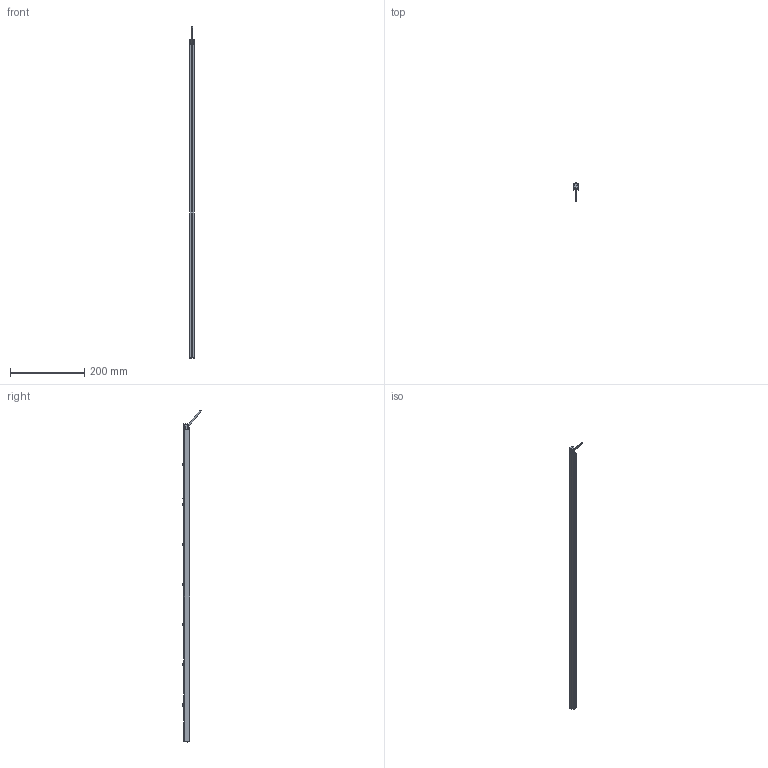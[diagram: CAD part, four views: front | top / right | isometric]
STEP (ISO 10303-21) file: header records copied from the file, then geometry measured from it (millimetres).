
FILE_DESCRIPTION((''),'2;1');
FILE_NAME('217933_ASM','2020-06-12T13:32:05',('PDMAdmin'),('BANNER ENGINEERING'),'CREO PARAMETRIC BY PTC INC, 2019292','CREO PARAMETRIC BY PTC INC, 2019292','');
FILE_SCHEMA(('CONFIG_CONTROL_DESIGN'));
Length unit declared in the file: millimetre
Products named in the file (31): 217934_AF0; 212546_AF0; 212837_AF0; 810093_CABLE_AF0; 213113_AF1; 213732_AF0; 213113_AF0_ASM; 213799_AF0; 213800_AF1; 213800_AF0_ASM; 213799_AF1; 213800_AF3; 213800_AF2_ASM; 213799_AF2; 213800_AF5; 213800_AF4_ASM; 213799_AF3; 213800_AF7; 213800_AF6_ASM; 213799_AF4; 213800_AF9; 213800_AF8_ASM; 213799_AF5; 213800_AF11; 213800_AF10_ASM; 213799_AF6; 213800_AF13; 213800_AF12_ASM; 214493_AF0; 810093_AF0_ASM; 217933_ASM
Assembly tree (30 placements, depth 4):
  217933_ASM
    810093_AF0_ASM
      217934_AF0
      212546_AF0
      212837_AF0
      810093_CABLE_AF0
      213113_AF0_ASM
        213113_AF1
        213732_AF0
      213800_AF0_ASM
        213799_AF0
        213800_AF1
      213800_AF2_ASM
        213799_AF1
        213800_AF3
      213800_AF4_ASM
        213799_AF2
        213800_AF5
      213800_AF6_ASM
        213799_AF3
        213800_AF7
      213800_AF8_ASM
        213799_AF4
        213800_AF9
      213800_AF10_ASM
        213799_AF5
        213800_AF11
      213800_AF12_ASM
        213799_AF6
        213800_AF13
      214493_AF0
Bounding box: 12 x 49.53 x 894.46 mm (x, y, z)
Volume: 68902 mm3; surface area: 93710.9 mm2
Topology: 24 solids, 26 shells, 1576 faces, 4059 edges, 2508 vertices
Faces by surface type: bspline 564, plane 457, cylinder 342, cone 113, sphere 34, revolution 28, torus 22, extrusion 16
Entity records: 92101 total; most frequent: CARTESIAN_POINT 58807, ORIENTED_EDGE 8038, DIRECTION 5046, EDGE_CURVE 4029, VERTEX_POINT 2508, B_SPLINE_CURVE_WITH_KNOTS 1985, AXIS2_PLACEMENT_3D 1852, EDGE_LOOP 1621
